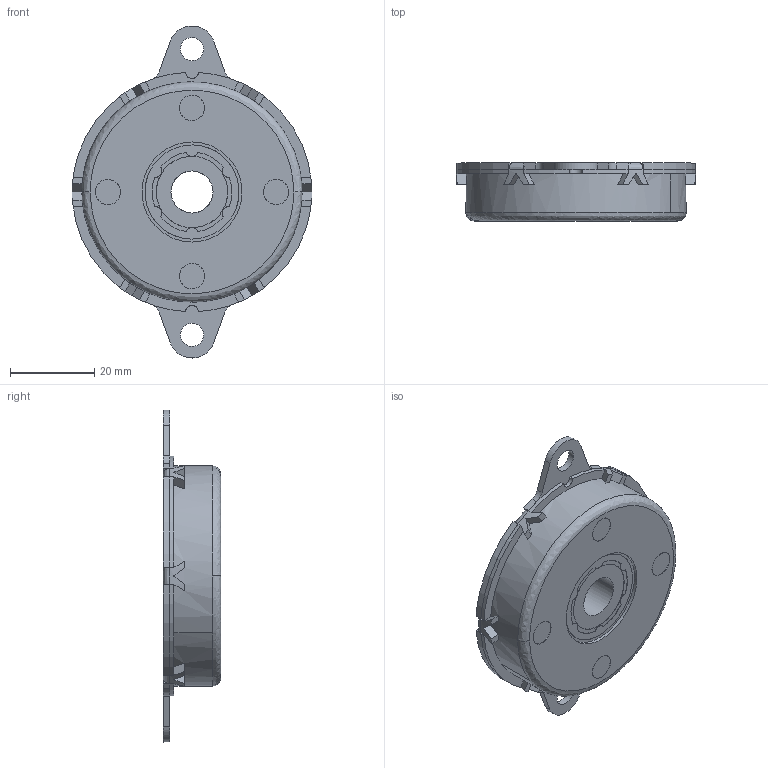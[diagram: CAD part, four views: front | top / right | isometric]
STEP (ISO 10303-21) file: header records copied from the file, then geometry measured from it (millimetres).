
FILE_DESCRIPTION((''),'2;1');
FILE_NAME('','2007-04-03T09:56:38',(''),(''),'','CADfix','');
FILE_SCHEMA(('AUTOMOTIVE_DESIGN { 1 0 10303 214 1 1 1 1 }'));
Length unit declared in the file: millimetre
Bounding box: 57 x 13.8 x 78.99 mm (x, y, z)
Volume: 28854.3 mm3; surface area: 10774.3 mm2
Topology: 2 solids, 2 shells, 216 faces, 654 edges, 456 vertices
Faces by surface type: bspline 216
Entity records: 7560 total; most frequent: CARTESIAN_POINT 3993, ORIENTED_EDGE 1308, EDGE_CURVE 654, VERTEX_POINT 456, QUASI_UNIFORM_CURVE 264, EDGE_LOOP 238, FACE_OUTER_BOUND 216, ADVANCED_FACE 216
